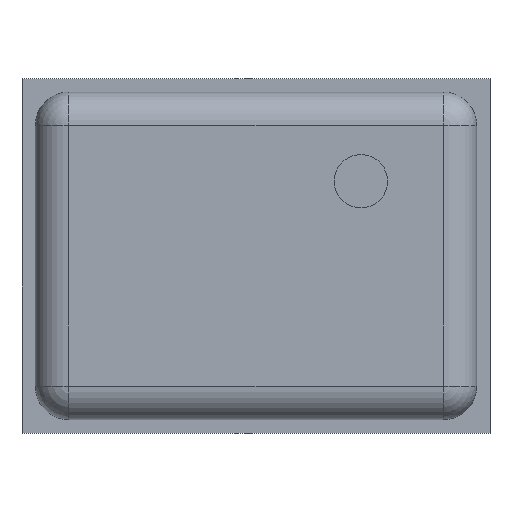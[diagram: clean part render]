
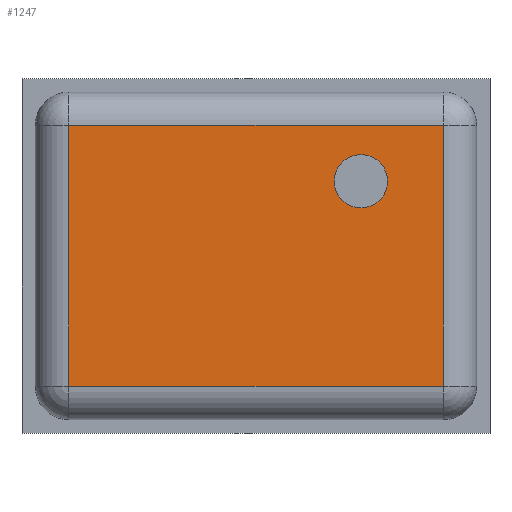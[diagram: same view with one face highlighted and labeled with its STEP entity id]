
A CAD part, top view. The second image highlights one B-rep face of the part: STEP entity #1247.
In plain terms, the highlighted planar face has unit normal (0, 0, 1).
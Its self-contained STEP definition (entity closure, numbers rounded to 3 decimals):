
#522 = CYLINDRICAL_SURFACE('',#523,0.25);
#523 = AXIS2_PLACEMENT_3D('',#524,#525,#526);
#524 = CARTESIAN_POINT('',(-1.65,0.975,0.73));
#525 = DIRECTION('',(1.,0.,0.));
#526 = DIRECTION('',(0.,1.,0.));
#870 = VERTEX_POINT('',#871);
#871 = CARTESIAN_POINT('',(-1.4,0.975,0.98));
#893 = EDGE_CURVE('',#870,#894,#896,.T.);
#894 = VERTEX_POINT('',#895);
#895 = CARTESIAN_POINT('',(1.4,0.975,0.98));
#896 = SURFACE_CURVE('',#897,(#901,#908),.PCURVE_S1.);
#897 = LINE('',#898,#899);
#898 = CARTESIAN_POINT('',(-1.65,0.975,0.98));
#899 = VECTOR('',#900,1.);
#900 = DIRECTION('',(1.,0.,0.));
#901 = PCURVE('',#522,#902);
#902 = DEFINITIONAL_REPRESENTATION('',(#903),#907);
#903 = LINE('',#904,#905);
#904 = CARTESIAN_POINT('',(1.571,0.));
#905 = VECTOR('',#906,1.);
#906 = DIRECTION('',(0.,1.));
#907 = ( GEOMETRIC_REPRESENTATION_CONTEXT(2) 
PARAMETRIC_REPRESENTATION_CONTEXT() REPRESENTATION_CONTEXT('2D SPACE',''
  ) );
#908 = PCURVE('',#909,#914);
#909 = PLANE('',#910);
#910 = AXIS2_PLACEMENT_3D('',#911,#912,#913);
#911 = CARTESIAN_POINT('',(0.,0.,0.98));
#912 = DIRECTION('',(-0.,-0.,-1.));
#913 = DIRECTION('',(-1.,0.,0.));
#914 = DEFINITIONAL_REPRESENTATION('',(#915),#919);
#915 = LINE('',#916,#917);
#916 = CARTESIAN_POINT('',(1.65,0.975));
#917 = VECTOR('',#918,1.);
#918 = DIRECTION('',(-1.,0.));
#919 = ( GEOMETRIC_REPRESENTATION_CONTEXT(2) 
PARAMETRIC_REPRESENTATION_CONTEXT() REPRESENTATION_CONTEXT('2D SPACE',''
  ) );
#985 = CYLINDRICAL_SURFACE('',#986,0.25);
#986 = AXIS2_PLACEMENT_3D('',#987,#988,#989);
#987 = CARTESIAN_POINT('',(-1.4,-1.225,0.73));
#988 = DIRECTION('',(0.,1.,0.));
#989 = DIRECTION('',(-1.,0.,0.));
#1019 = CYLINDRICAL_SURFACE('',#1020,0.25);
#1020 = AXIS2_PLACEMENT_3D('',#1021,#1022,#1023);
#1021 = CARTESIAN_POINT('',(1.4,1.225,0.73));
#1022 = DIRECTION('',(0.,-1.,0.));
#1023 = DIRECTION('',(1.,0.,0.));
#1181 = CYLINDRICAL_SURFACE('',#1182,0.25);
#1182 = AXIS2_PLACEMENT_3D('',#1183,#1184,#1185);
#1183 = CARTESIAN_POINT('',(1.65,-0.975,0.73));
#1184 = DIRECTION('',(-1.,0.,0.));
#1185 = DIRECTION('',(0.,-1.,0.));
#1247 = ADVANCED_FACE('',(#1248,#1318),#909,.F.);
#1248 = FACE_BOUND('',#1249,.F.);
#1249 = EDGE_LOOP('',(#1250,#1251,#1274,#1297));
#1250 = ORIENTED_EDGE('',*,*,#893,.T.);
#1251 = ORIENTED_EDGE('',*,*,#1252,.T.);
#1252 = EDGE_CURVE('',#894,#1253,#1255,.T.);
#1253 = VERTEX_POINT('',#1254);
#1254 = CARTESIAN_POINT('',(1.4,-0.975,0.98));
#1255 = SURFACE_CURVE('',#1256,(#1260,#1267),.PCURVE_S1.);
#1256 = LINE('',#1257,#1258);
#1257 = CARTESIAN_POINT('',(1.4,1.225,0.98));
#1258 = VECTOR('',#1259,1.);
#1259 = DIRECTION('',(0.,-1.,0.));
#1260 = PCURVE('',#909,#1261);
#1261 = DEFINITIONAL_REPRESENTATION('',(#1262),#1266);
#1262 = LINE('',#1263,#1264);
#1263 = CARTESIAN_POINT('',(-1.4,1.225));
#1264 = VECTOR('',#1265,1.);
#1265 = DIRECTION('',(0.,-1.));
#1266 = ( GEOMETRIC_REPRESENTATION_CONTEXT(2) 
PARAMETRIC_REPRESENTATION_CONTEXT() REPRESENTATION_CONTEXT('2D SPACE',''
  ) );
#1267 = PCURVE('',#1019,#1268);
#1268 = DEFINITIONAL_REPRESENTATION('',(#1269),#1273);
#1269 = LINE('',#1270,#1271);
#1270 = CARTESIAN_POINT('',(1.571,0.));
#1271 = VECTOR('',#1272,1.);
#1272 = DIRECTION('',(0.,1.));
#1273 = ( GEOMETRIC_REPRESENTATION_CONTEXT(2) 
PARAMETRIC_REPRESENTATION_CONTEXT() REPRESENTATION_CONTEXT('2D SPACE',''
  ) );
#1274 = ORIENTED_EDGE('',*,*,#1275,.T.);
#1275 = EDGE_CURVE('',#1253,#1276,#1278,.T.);
#1276 = VERTEX_POINT('',#1277);
#1277 = CARTESIAN_POINT('',(-1.4,-0.975,0.98));
#1278 = SURFACE_CURVE('',#1279,(#1283,#1290),.PCURVE_S1.);
#1279 = LINE('',#1280,#1281);
#1280 = CARTESIAN_POINT('',(1.65,-0.975,0.98));
#1281 = VECTOR('',#1282,1.);
#1282 = DIRECTION('',(-1.,0.,0.));
#1283 = PCURVE('',#909,#1284);
#1284 = DEFINITIONAL_REPRESENTATION('',(#1285),#1289);
#1285 = LINE('',#1286,#1287);
#1286 = CARTESIAN_POINT('',(-1.65,-0.975));
#1287 = VECTOR('',#1288,1.);
#1288 = DIRECTION('',(1.,0.));
#1289 = ( GEOMETRIC_REPRESENTATION_CONTEXT(2) 
PARAMETRIC_REPRESENTATION_CONTEXT() REPRESENTATION_CONTEXT('2D SPACE',''
  ) );
#1290 = PCURVE('',#1181,#1291);
#1291 = DEFINITIONAL_REPRESENTATION('',(#1292),#1296);
#1292 = LINE('',#1293,#1294);
#1293 = CARTESIAN_POINT('',(1.571,0.));
#1294 = VECTOR('',#1295,1.);
#1295 = DIRECTION('',(0.,1.));
#1296 = ( GEOMETRIC_REPRESENTATION_CONTEXT(2) 
PARAMETRIC_REPRESENTATION_CONTEXT() REPRESENTATION_CONTEXT('2D SPACE',''
  ) );
#1297 = ORIENTED_EDGE('',*,*,#1298,.T.);
#1298 = EDGE_CURVE('',#1276,#870,#1299,.T.);
#1299 = SURFACE_CURVE('',#1300,(#1304,#1311),.PCURVE_S1.);
#1300 = LINE('',#1301,#1302);
#1301 = CARTESIAN_POINT('',(-1.4,-1.225,0.98));
#1302 = VECTOR('',#1303,1.);
#1303 = DIRECTION('',(0.,1.,0.));
#1304 = PCURVE('',#909,#1305);
#1305 = DEFINITIONAL_REPRESENTATION('',(#1306),#1310);
#1306 = LINE('',#1307,#1308);
#1307 = CARTESIAN_POINT('',(1.4,-1.225));
#1308 = VECTOR('',#1309,1.);
#1309 = DIRECTION('',(0.,1.));
#1310 = ( GEOMETRIC_REPRESENTATION_CONTEXT(2) 
PARAMETRIC_REPRESENTATION_CONTEXT() REPRESENTATION_CONTEXT('2D SPACE',''
  ) );
#1311 = PCURVE('',#985,#1312);
#1312 = DEFINITIONAL_REPRESENTATION('',(#1313),#1317);
#1313 = LINE('',#1314,#1315);
#1314 = CARTESIAN_POINT('',(1.571,0.));
#1315 = VECTOR('',#1316,1.);
#1316 = DIRECTION('',(0.,1.));
#1317 = ( GEOMETRIC_REPRESENTATION_CONTEXT(2) 
PARAMETRIC_REPRESENTATION_CONTEXT() REPRESENTATION_CONTEXT('2D SPACE',''
  ) );
#1318 = FACE_BOUND('',#1319,.F.);
#1319 = EDGE_LOOP('',(#1320));
#1320 = ORIENTED_EDGE('',*,*,#1321,.T.);
#1321 = EDGE_CURVE('',#1322,#1322,#1324,.T.);
#1322 = VERTEX_POINT('',#1323);
#1323 = CARTESIAN_POINT('',(0.984,0.557,0.98));
#1324 = SURFACE_CURVE('',#1325,(#1330,#1341),.PCURVE_S1.);
#1325 = CIRCLE('',#1326,0.199);
#1326 = AXIS2_PLACEMENT_3D('',#1327,#1328,#1329);
#1327 = CARTESIAN_POINT('',(0.785,0.557,0.98));
#1328 = DIRECTION('',(0.,0.,1.));
#1329 = DIRECTION('',(1.,0.,0.));
#1330 = PCURVE('',#909,#1331);
#1331 = DEFINITIONAL_REPRESENTATION('',(#1332),#1340);
#1332 = ( BOUNDED_CURVE() B_SPLINE_CURVE(2,(#1333,#1334,#1335,#1336,
#1337,#1338,#1339),.UNSPECIFIED.,.T.,.F.) B_SPLINE_CURVE_WITH_KNOTS((1,2
    ,2,2,2,1),(-2.094,0.,2.094,4.189,
6.283,8.378),.UNSPECIFIED.) CURVE() 
GEOMETRIC_REPRESENTATION_ITEM() RATIONAL_B_SPLINE_CURVE((1.,0.5,1.,0.5,
1.,0.5,1.)) REPRESENTATION_ITEM('') );
#1333 = CARTESIAN_POINT('',(-0.984,0.557));
#1334 = CARTESIAN_POINT('',(-0.984,0.903));
#1335 = CARTESIAN_POINT('',(-0.685,0.73));
#1336 = CARTESIAN_POINT('',(-0.386,0.557));
#1337 = CARTESIAN_POINT('',(-0.685,0.385));
#1338 = CARTESIAN_POINT('',(-0.984,0.212));
#1339 = CARTESIAN_POINT('',(-0.984,0.557));
#1340 = ( GEOMETRIC_REPRESENTATION_CONTEXT(2) 
PARAMETRIC_REPRESENTATION_CONTEXT() REPRESENTATION_CONTEXT('2D SPACE',''
  ) );
#1341 = PCURVE('',#1342,#1347);
#1342 = PLANE('',#1343);
#1343 = AXIS2_PLACEMENT_3D('',#1344,#1345,#1346);
#1344 = CARTESIAN_POINT('',(0.,0.,0.98));
#1345 = DIRECTION('',(-0.,-0.,-1.));
#1346 = DIRECTION('',(-1.,0.,0.));
#1347 = DEFINITIONAL_REPRESENTATION('',(#1348),#1356);
#1348 = ( BOUNDED_CURVE() B_SPLINE_CURVE(2,(#1349,#1350,#1351,#1352,
#1353,#1354,#1355),.UNSPECIFIED.,.T.,.F.) B_SPLINE_CURVE_WITH_KNOTS((1,2
    ,2,2,2,1),(-2.094,0.,2.094,4.189,
6.283,8.378),.UNSPECIFIED.) CURVE() 
GEOMETRIC_REPRESENTATION_ITEM() RATIONAL_B_SPLINE_CURVE((1.,0.5,1.,0.5,
1.,0.5,1.)) REPRESENTATION_ITEM('') );
#1349 = CARTESIAN_POINT('',(-0.984,0.557));
#1350 = CARTESIAN_POINT('',(-0.984,0.903));
#1351 = CARTESIAN_POINT('',(-0.685,0.73));
#1352 = CARTESIAN_POINT('',(-0.386,0.557));
#1353 = CARTESIAN_POINT('',(-0.685,0.385));
#1354 = CARTESIAN_POINT('',(-0.984,0.212));
#1355 = CARTESIAN_POINT('',(-0.984,0.557));
#1356 = ( GEOMETRIC_REPRESENTATION_CONTEXT(2) 
PARAMETRIC_REPRESENTATION_CONTEXT() REPRESENTATION_CONTEXT('2D SPACE',''
  ) );
